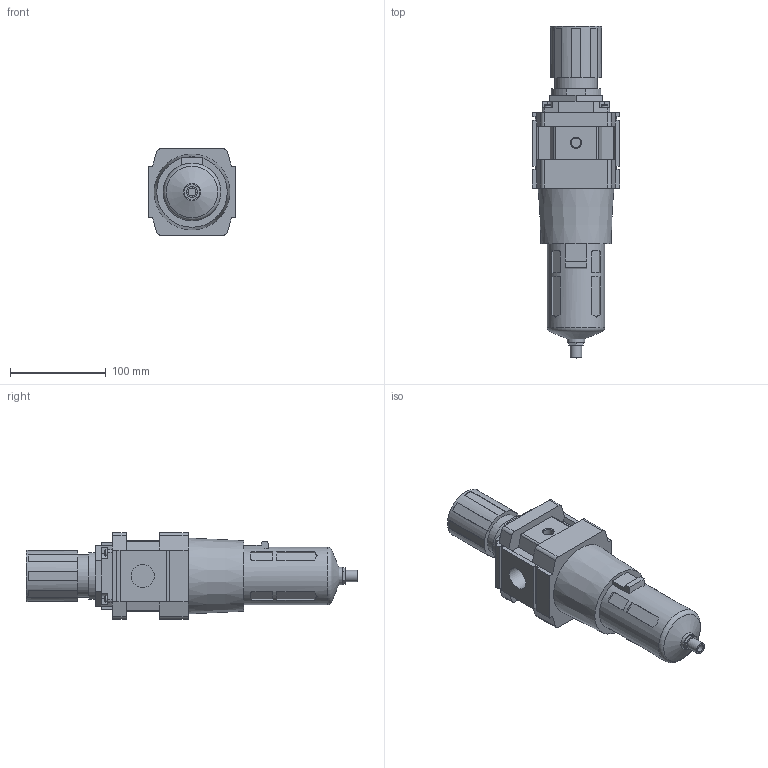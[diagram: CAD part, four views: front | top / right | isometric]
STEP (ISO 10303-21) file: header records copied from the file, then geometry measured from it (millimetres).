
FILE_DESCRIPTION(/* description */ ('STEP AP203'),/* implementation_level */ '2;1');
FILE_NAME(/* name */ 'EW5000-06-N-J5',/* time_stamp */ '2024-05-13T08:38:45+02:00',/* author */ ('License CC BY-ND 4.0'),/* organization */ ('CADENAS'),/* preprocessor_version */ 'ST-DEVELOPER v19.3',/* originating_system */ 'PARTsolutions',/* authorisation */ ' ');
FILE_SCHEMA (('CONFIG_CONTROL_DESIGN'));
Length unit declared in the file: millimetre
Products named in the file (1): EW5000-06-N-J5
Bounding box: 91 x 346 x 90 mm (x, y, z)
Volume: 1265113.4 mm3; surface area: 102083.1 mm2
Topology: 1 solids, 1 shells, 251 faces, 651 edges, 428 vertices
Faces by surface type: plane 206, cylinder 36, torus 5, cone 4
Full cylindrical faces by diameter (mm): 7 x4, 8.376 x1, 10.106 x2, 12 x1, 18 x1, 24.117 x2, 44 x1, 54 x1, 60 x1
Entity records: 7478 total; most frequent: CARTESIAN_POINT 1298, DIRECTION 1254, ORIENTED_EDGE 1246, EDGE_CURVE 623, LINE 496, VECTOR 496, VERTEX_POINT 423, AXIS2_PLACEMENT_3D 379
